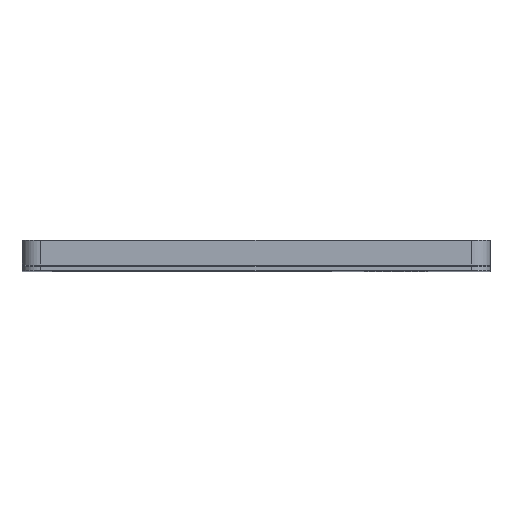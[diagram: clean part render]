
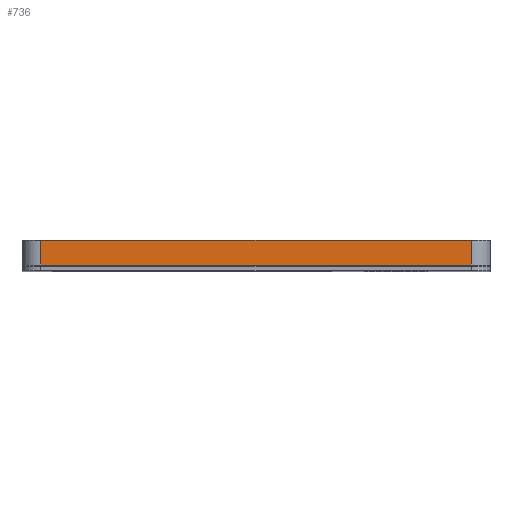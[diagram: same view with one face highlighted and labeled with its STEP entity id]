
A CAD part, top view. The second image highlights one B-rep face of the part: STEP entity #736.
In plain terms, the highlighted planar face has unit normal (0, 0, 1).
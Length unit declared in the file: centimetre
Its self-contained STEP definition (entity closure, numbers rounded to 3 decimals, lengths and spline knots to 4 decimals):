
#160=FACE_OUTER_BOUND('',#208,.T.);
#208=EDGE_LOOP('',(#558,#559,#560,#561));
#264=LINE('',#1115,#296);
#267=LINE('',#1188,#299);
#271=LINE('',#1198,#303);
#272=LINE('',#1216,#304);
#296=VECTOR('',#890,6.9);
#299=VECTOR('',#911,0.4);
#303=VECTOR('',#921,6.9);
#304=VECTOR('',#940,0.4);
#329=VERTEX_POINT('',#1111);
#331=VERTEX_POINT('',#1114);
#342=VERTEX_POINT('',#1186);
#345=VERTEX_POINT('',#1196);
#412=EDGE_CURVE('',#331,#329,#264,.T.);
#425=EDGE_CURVE('',#329,#342,#267,.T.);
#431=EDGE_CURVE('',#345,#342,#271,.T.);
#440=EDGE_CURVE('',#345,#331,#272,.T.);
#558=ORIENTED_EDGE('',*,*,#425,.T.);
#559=ORIENTED_EDGE('',*,*,#431,.F.);
#560=ORIENTED_EDGE('',*,*,#440,.T.);
#561=ORIENTED_EDGE('',*,*,#412,.T.);
#722=PLANE('',#801);
#736=ADVANCED_FACE('',(#160),#722,.T.);
#801=AXIS2_PLACEMENT_3D('',#1215,#938,#939);
#890=DIRECTION('',(-1.,0.,0.));
#911=DIRECTION('',(0.,-1.,0.));
#921=DIRECTION('',(-1.,0.,0.));
#938=DIRECTION('center_axis',(0.,0.,1.));
#939=DIRECTION('ref_axis',(1.,0.,0.));
#940=DIRECTION('',(0.,1.,0.));
#1111=CARTESIAN_POINT('',(1.4562,4.1996,31.75));
#1114=CARTESIAN_POINT('',(8.3562,4.1996,31.75));
#1115=CARTESIAN_POINT('',(8.3562,4.1996,31.75));
#1186=CARTESIAN_POINT('',(1.4562,3.7996,31.75));
#1188=CARTESIAN_POINT('',(1.4562,4.1996,31.75));
#1196=CARTESIAN_POINT('',(8.3562,3.7996,31.75));
#1198=CARTESIAN_POINT('',(8.3562,3.7996,31.75));
#1215=CARTESIAN_POINT('Origin',(0.6562,4.1996,31.75));
#1216=CARTESIAN_POINT('',(8.3562,3.7996,31.75));
